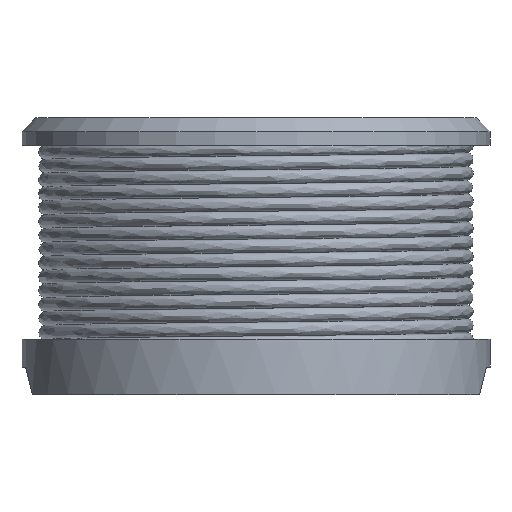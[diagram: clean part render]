
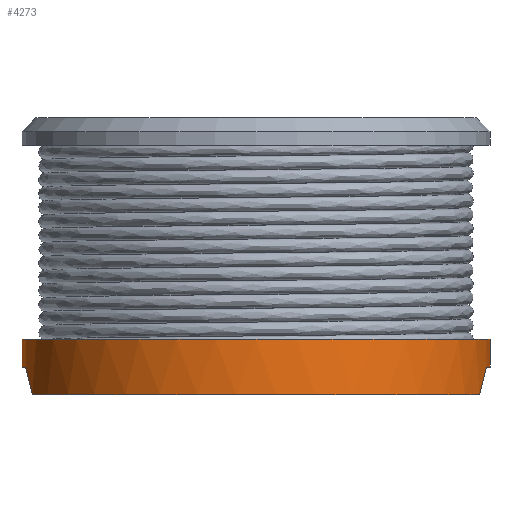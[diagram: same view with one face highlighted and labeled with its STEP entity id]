
A CAD part, front view. The second image highlights one B-rep face of the part: STEP entity #4273.
In plain terms, the highlighted cylindrical face has radius 4.9 mm (diameter 9.8 mm), a full revolution.
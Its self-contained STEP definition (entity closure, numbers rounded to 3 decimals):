
#4273=ADVANCED_FACE('',(#14710,#14712),#14714,.T.);
#14710=FACE_OUTER_BOUND('',#14711,.T.);
#14711=EDGE_LOOP('',(#17969));
#14712=FACE_BOUND('',#14713,.T.);
#14713=EDGE_LOOP('',(#17970,#17971,#17972,#17973,#17974,#17975,#17976,#17977,#17978));
#14714=CYLINDRICAL_SURFACE('',#14715,4.9);
#14715=AXIS2_PLACEMENT_3D('',#14716,#14717,#14718);
#14716=CARTESIAN_POINT('',(0.,0.,0.));
#14717=DIRECTION('',(0.,0.,1.));
#14718=DIRECTION('',(1.,0.,0.));
#17969=ORIENTED_EDGE('',*,*,#19351,.F.);
#17970=ORIENTED_EDGE('',*,*,#19352,.T.);
#17971=ORIENTED_EDGE('',*,*,#19353,.T.);
#17972=ORIENTED_EDGE('',*,*,#19354,.T.);
#17973=ORIENTED_EDGE('',*,*,#19355,.T.);
#17974=ORIENTED_EDGE('',*,*,#19356,.T.);
#17975=ORIENTED_EDGE('',*,*,#19357,.T.);
#17976=ORIENTED_EDGE('',*,*,#19358,.T.);
#17977=ORIENTED_EDGE('',*,*,#19359,.T.);
#17978=ORIENTED_EDGE('',*,*,#19360,.T.);
#19351=EDGE_CURVE('',#21625,#21625,#21626,.T.);
#19352=EDGE_CURVE('',#21627,#21628,#21629,.T.);
#19353=EDGE_CURVE('',#21628,#21630,#21631,.T.);
#19354=EDGE_CURVE('',#21630,#21632,#21633,.T.);
#19355=EDGE_CURVE('',#21632,#21634,#21635,.T.);
#19356=EDGE_CURVE('',#21634,#21636,#21637,.T.);
#19357=EDGE_CURVE('',#21636,#21638,#21639,.T.);
#19358=EDGE_CURVE('',#21638,#21640,#21641,.T.);
#19359=EDGE_CURVE('',#21640,#21642,#21643,.T.);
#19360=EDGE_CURVE('',#21642,#21627,#21644,.T.);
#21625=VERTEX_POINT('',#27554);
#21626=CIRCLE('',#27555,4.9);
#21627=VERTEX_POINT('',#27559);
#21628=VERTEX_POINT('',#27560);
#21629=CIRCLE('',#27561,4.9);
#21630=VERTEX_POINT('',#27565);
#21631=(BOUNDED_CURVE()B_SPLINE_CURVE(3,
(#27566,#27567,#27568,#27569),
.UNSPECIFIED.,.F.,.F.)B_SPLINE_CURVE_WITH_KNOTS((4,4),
(0.,1.),
.UNSPECIFIED.)CURVE()GEOMETRIC_REPRESENTATION_ITEM()RATIONAL_B_SPLINE_CURVE((1.,
0.999,0.999,1.))REPRESENTATION_ITEM(''));
#21632=VERTEX_POINT('',#27570);
#21633=CIRCLE('',#27571,4.9);
#21634=VERTEX_POINT('',#27575);
#21635=(BOUNDED_CURVE()B_SPLINE_CURVE(3,
(#27576,#27577,#27578,#27579),
.UNSPECIFIED.,.F.,.F.)B_SPLINE_CURVE_WITH_KNOTS((4,4),
(0.,1.),
.UNSPECIFIED.)CURVE()GEOMETRIC_REPRESENTATION_ITEM()RATIONAL_B_SPLINE_CURVE((1.,
0.999,0.999,1.))REPRESENTATION_ITEM(''));
#21636=VERTEX_POINT('',#27580);
#21637=CIRCLE('',#27581,4.9);
#21638=VERTEX_POINT('',#27585);
#21639=(BOUNDED_CURVE()B_SPLINE_CURVE(3,
(#27586,#27587,#27588,#27589),
.UNSPECIFIED.,.F.,.F.)B_SPLINE_CURVE_WITH_KNOTS((4,4),
(0.,1.),
.UNSPECIFIED.)CURVE()GEOMETRIC_REPRESENTATION_ITEM()RATIONAL_B_SPLINE_CURVE((1.,
0.999,0.999,1.))REPRESENTATION_ITEM(''));
#21640=VERTEX_POINT('',#27590);
#21641=CIRCLE('',#27591,4.9);
#21642=VERTEX_POINT('',#27595);
#21643=(BOUNDED_CURVE()B_SPLINE_CURVE(3,
(#27596,#27597,#27598,#27599),
.UNSPECIFIED.,.F.,.F.)B_SPLINE_CURVE_WITH_KNOTS((4,4),
(0.,1.),
.UNSPECIFIED.)CURVE()GEOMETRIC_REPRESENTATION_ITEM()RATIONAL_B_SPLINE_CURVE((1.,
0.999,0.999,1.))REPRESENTATION_ITEM(''));
#21644=CIRCLE('',#27600,4.9);
#27554=CARTESIAN_POINT('',(4.9,0.,1.16));
#27555=AXIS2_PLACEMENT_3D('',#27556,#27557,#27558);
#27556=CARTESIAN_POINT('',(0.,0.,1.16));
#27557=DIRECTION('',(0.,0.,1.));
#27558=DIRECTION('',(1.,0.,0.));
#27559=CARTESIAN_POINT('',(4.9,0.,0.58));
#27560=CARTESIAN_POINT('',(4.822,0.87,0.58));
#27561=AXIS2_PLACEMENT_3D('',#27562,#27563,#27564);
#27562=CARTESIAN_POINT('',(0.,0.,0.58));
#27563=DIRECTION('',(0.,0.,1.));
#27564=DIRECTION('',(1.,0.,0.));
#27565=CARTESIAN_POINT('',(4.681,1.45,0.));
#27566=CARTESIAN_POINT('',(4.822,0.87,0.58));
#27567=CARTESIAN_POINT('',(4.787,1.066,0.384));
#27568=CARTESIAN_POINT('',(4.74,1.26,0.19));
#27569=CARTESIAN_POINT('',(4.681,1.45,0.));
#27570=CARTESIAN_POINT('',(-4.681,1.45,0.));
#27571=AXIS2_PLACEMENT_3D('',#27572,#27573,#27574);
#27572=CARTESIAN_POINT('',(0.,0.,0.));
#27573=DIRECTION('',(0.,0.,1.));
#27574=DIRECTION('',(0.955,0.296,0.));
#27575=CARTESIAN_POINT('',(-4.822,0.87,0.58));
#27576=CARTESIAN_POINT('',(-4.681,1.45,0.));
#27577=CARTESIAN_POINT('',(-4.74,1.26,0.19));
#27578=CARTESIAN_POINT('',(-4.787,1.066,0.384));
#27579=CARTESIAN_POINT('',(-4.822,0.87,0.58));
#27580=CARTESIAN_POINT('',(-4.822,-0.87,0.58));
#27581=AXIS2_PLACEMENT_3D('',#27582,#27583,#27584);
#27582=CARTESIAN_POINT('',(0.,0.,0.58));
#27583=DIRECTION('',(0.,0.,1.));
#27584=DIRECTION('',(-0.984,0.178,0.));
#27585=CARTESIAN_POINT('',(-4.681,-1.45,0.));
#27586=CARTESIAN_POINT('',(-4.822,-0.87,0.58));
#27587=CARTESIAN_POINT('',(-4.787,-1.066,0.384));
#27588=CARTESIAN_POINT('',(-4.74,-1.26,0.19));
#27589=CARTESIAN_POINT('',(-4.681,-1.45,0.));
#27590=CARTESIAN_POINT('',(4.681,-1.45,0.));
#27591=AXIS2_PLACEMENT_3D('',#27592,#27593,#27594);
#27592=CARTESIAN_POINT('',(0.,0.,0.));
#27593=DIRECTION('',(0.,0.,1.));
#27594=DIRECTION('',(-0.955,-0.296,0.));
#27595=CARTESIAN_POINT('',(4.822,-0.87,0.58));
#27596=CARTESIAN_POINT('',(4.681,-1.45,0.));
#27597=CARTESIAN_POINT('',(4.74,-1.26,0.19));
#27598=CARTESIAN_POINT('',(4.787,-1.066,0.384));
#27599=CARTESIAN_POINT('',(4.822,-0.87,0.58));
#27600=AXIS2_PLACEMENT_3D('',#27601,#27602,#27603);
#27601=CARTESIAN_POINT('',(0.,0.,0.58));
#27602=DIRECTION('',(0.,0.,1.));
#27603=DIRECTION('',(0.984,-0.178,0.));
